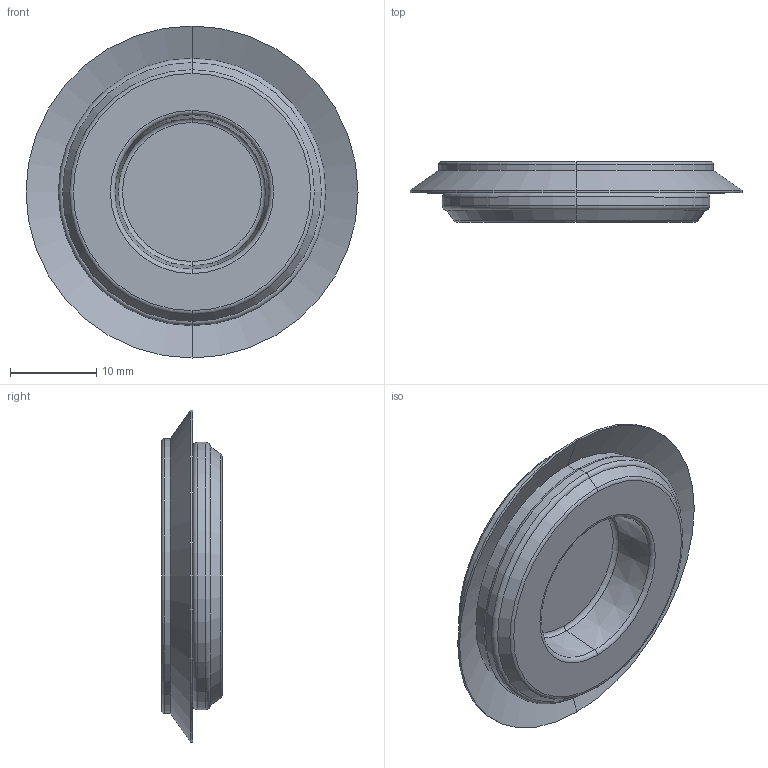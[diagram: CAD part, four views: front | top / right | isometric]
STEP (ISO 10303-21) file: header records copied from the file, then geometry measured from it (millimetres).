
FILE_DESCRIPTION (( 'STEP AP203' ), '1' );
FILE_NAME ('Žº‰ª•ÏŠ·.STEP', '2012-04-06T00:03:38', ( '' ), ( '' ), 'SwSTEP 2.0', 'SolidWorks 2011', '' );
FILE_SCHEMA (( 'CONFIG_CONTROL_DESIGN' ));
Length unit declared in the file: millimetre
Products named in the file (1): 室岡変換
Bounding box: 38.5 x 7 x 38.5 mm (x, y, z)
Volume: 1957.7 mm3; surface area: 4029.1 mm2
Topology: 1 solids, 1 shells, 45 faces, 88 edges, 48 vertices
Faces by surface type: torus 20, cone 12, cylinder 8, plane 5
Entity records: 1231 total; most frequent: DIRECTION 248, CARTESIAN_POINT 182, ORIENTED_EDGE 176, AXIS2_PLACEMENT_3D 114, EDGE_CURVE 88, CIRCLE 68, VERTEX_POINT 48, EDGE_LOOP 48
